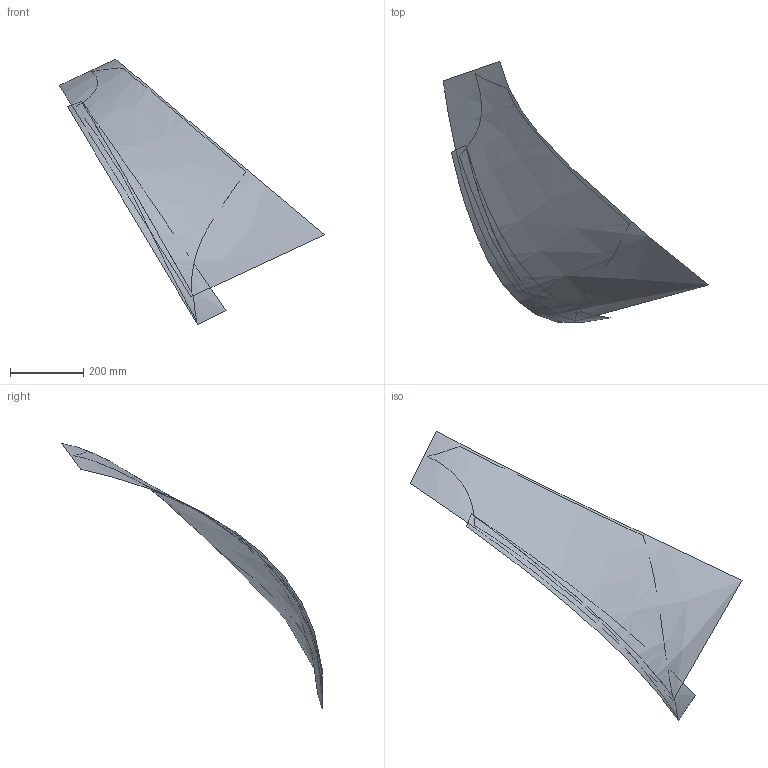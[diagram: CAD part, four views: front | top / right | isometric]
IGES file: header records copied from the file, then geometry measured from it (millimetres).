
Start section:  PTC IGES file: se141-116r7_wing-c.igs
Global section: file name: se141-116r7_wing-c.igs; native system: Pro/ENGINEER by Parametric Technology Corporation; preprocessor: 2004440; author: tbrown; organization: Unknown; date: 051123.111141; units: inch
Bounding box: 726.21 x 712.95 x 725.9 mm (x, y, z)
Surface area: 1719601.1 mm2 (no closed solid volume)
Topology: 0 solids, 0 shells, 4 faces, 137 edges, 186 vertices
Faces by surface type: bspline 4
